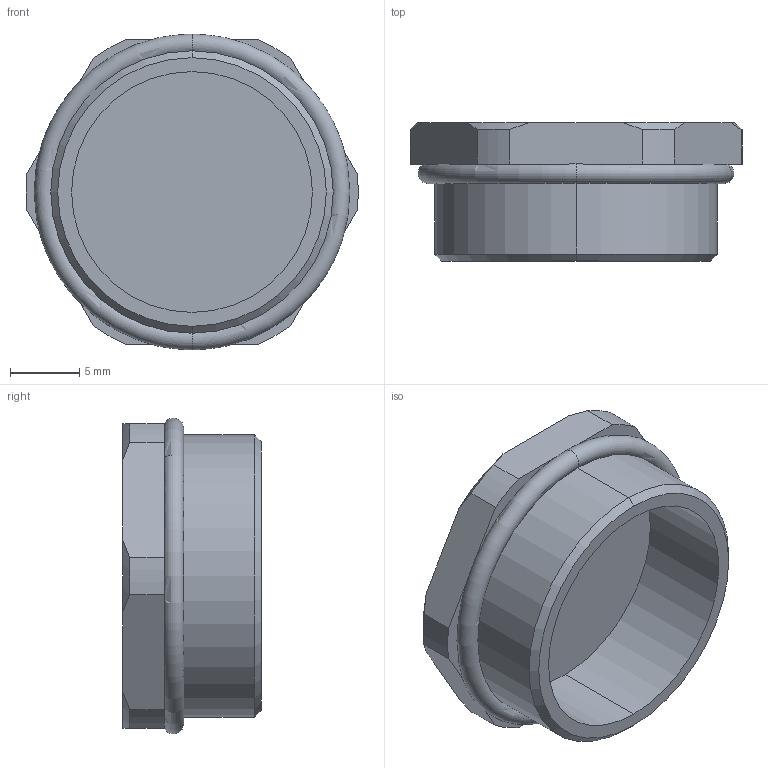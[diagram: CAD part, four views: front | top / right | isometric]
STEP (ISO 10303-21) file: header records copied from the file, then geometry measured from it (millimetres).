
FILE_DESCRIPTION(/* description */ (''),/* implementation_level */ '2;1');
FILE_NAME(/* name */ '3D_1021010041001_WNP-PG13.5_V1.0_stp.stp',/* time_stamp */ '2024-02-29T14:47:02+08:00',/* author */ (''),/* organization */ (''),/* preprocessor_version */ 'ST-DEVELOPER v18.1',/* originating_system */ 'SIEMENS PLM Software NX 1980',/* authorisation */ '');
FILE_SCHEMA (('AUTOMOTIVE_DESIGN { 1 0 10303 214 3 1 1 1 }'));
Length unit declared in the file: millimetre
Products named in the file (1): 3D_1021010041001_WNP-PG13.5_V1.0_stp
Bounding box: 23.98 x 10 x 22.8 mm (x, y, z)
Volume: 1954 mm3; surface area: 1902.4 mm2
Topology: 1 solids, 2 shells, 40 faces, 102 edges, 66 vertices
Faces by surface type: plane 16, cylinder 12, cone 8, torus 4
Entity records: 1276 total; most frequent: CARTESIAN_POINT 277, DIRECTION 208, ORIENTED_EDGE 204, EDGE_CURVE 102, AXIS2_PLACEMENT_3D 85, VERTEX_POINT 66, CIRCLE 44, EDGE_LOOP 42
